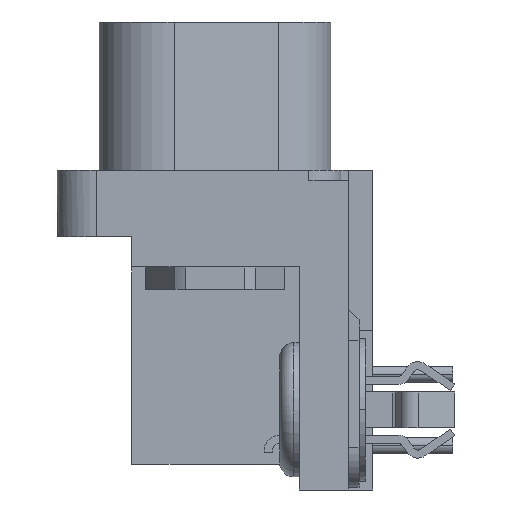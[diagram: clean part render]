
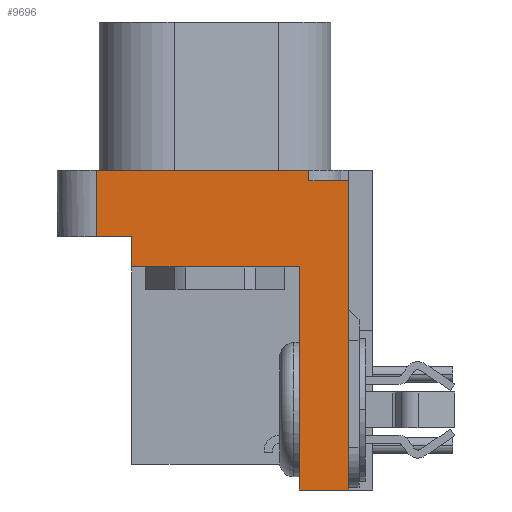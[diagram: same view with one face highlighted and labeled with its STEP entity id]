
A CAD part, left-side view. The second image highlights one B-rep face of the part: STEP entity #9696.
In plain terms, the highlighted planar face has unit normal (-1, 0, 0).
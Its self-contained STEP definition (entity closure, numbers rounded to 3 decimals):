
#2306=DIRECTION('',(0.,1.,0.));
#2307=VECTOR('',#2306,1.574);
#2308=CARTESIAN_POINT('',(-19.685,-5.309,-6.309));
#2309=LINE('',#2308,#2307);
#2310=DIRECTION('',(0.,0.,1.));
#2311=VECTOR('',#2310,12.294);
#2312=CARTESIAN_POINT('',(-19.685,-5.309,-18.603));
#2313=LINE('',#2312,#2311);
#2314=DIRECTION('',(0.,1.,0.));
#2315=VECTOR('',#2314,1.956);
#2316=CARTESIAN_POINT('',(-19.685,-5.309,-18.603));
#2317=LINE('',#2316,#2315);
#2318=DIRECTION('',(0.,0.,1.));
#2319=VECTOR('',#2318,8.865);
#2320=CARTESIAN_POINT('',(-19.685,-3.353,-18.603));
#2321=LINE('',#2320,#2319);
#2322=DIRECTION('',(0.,1.,0.));
#2323=VECTOR('',#2322,6.655);
#2324=CARTESIAN_POINT('',(-19.685,-3.353,-9.738));
#2325=LINE('',#2324,#2323);
#2326=DIRECTION('',(0.,0.,1.));
#2327=VECTOR('',#2326,1.194);
#2328=CARTESIAN_POINT('',(-19.685,3.302,-9.738));
#2329=LINE('',#2328,#2327);
#2330=DIRECTION('',(0.,-1.,0.));
#2331=VECTOR('',#2330,1.397);
#2332=CARTESIAN_POINT('',(-19.685,4.699,-8.545));
#2333=LINE('',#2332,#2331);
#2334=DIRECTION('',(0.,0.,-1.));
#2335=VECTOR('',#2334,2.652);
#2336=CARTESIAN_POINT('',(-19.685,4.699,-5.893));
#2337=LINE('',#2336,#2335);
#2338=DIRECTION('',(0.,-1.,0.));
#2339=VECTOR('',#2338,8.433);
#2340=CARTESIAN_POINT('',(-19.685,4.699,-5.893));
#2341=LINE('',#2340,#2339);
#2342=DIRECTION('',(0.,0.,1.));
#2343=VECTOR('',#2342,0.417);
#2344=CARTESIAN_POINT('',(-19.685,-3.734,-6.309));
#2345=LINE('',#2344,#2343);
#5658=CARTESIAN_POINT('',(-19.685,-3.353,-18.603));
#5659=CARTESIAN_POINT('',(-19.685,-3.353,-9.738));
#5660=VERTEX_POINT('',#5658);
#5661=VERTEX_POINT('',#5659);
#5688=CARTESIAN_POINT('',(-19.685,-5.309,-18.603));
#5690=VERTEX_POINT('',#5688);
#5714=CARTESIAN_POINT('',(-19.685,4.699,-8.545));
#5715=CARTESIAN_POINT('',(-19.685,3.302,-8.545));
#5716=VERTEX_POINT('',#5714);
#5717=VERTEX_POINT('',#5715);
#5802=CARTESIAN_POINT('',(-19.685,-5.309,-6.309));
#5803=CARTESIAN_POINT('',(-19.685,-3.734,-6.309));
#5804=VERTEX_POINT('',#5802);
#5805=VERTEX_POINT('',#5803);
#5900=CARTESIAN_POINT('',(-19.685,3.302,-9.738));
#5901=VERTEX_POINT('',#5900);
#6689=CARTESIAN_POINT('',(-19.685,4.699,-5.893));
#6691=VERTEX_POINT('',#6689);
#6708=CARTESIAN_POINT('',(-19.685,-3.734,-5.893));
#6709=VERTEX_POINT('',#6708);
#9678=CARTESIAN_POINT('',(-19.685,0.,0.));
#9679=DIRECTION('',(1.,0.,0.));
#9680=DIRECTION('',(0.,0.,-1.));
#9681=AXIS2_PLACEMENT_3D('',#9678,#9679,#9680);
#9682=PLANE('',#9681);
#9683=ORIENTED_EDGE('',*,*,#8334,.F.);
#9684=ORIENTED_EDGE('',*,*,#7836,.F.);
#9685=ORIENTED_EDGE('',*,*,#8799,.T.);
#9686=ORIENTED_EDGE('',*,*,#9015,.T.);
#9687=ORIENTED_EDGE('',*,*,#9249,.T.);
#9688=ORIENTED_EDGE('',*,*,#9377,.T.);
#9689=ORIENTED_EDGE('',*,*,#9669,.F.);
#9690=ORIENTED_EDGE('',*,*,#9659,.F.);
#9691=ORIENTED_EDGE('',*,*,#8579,.T.);
#9693=ORIENTED_EDGE('',*,*,#9692,.F.);
#9694=EDGE_LOOP('',(#9683,#9684,#9685,#9686,#9687,#9688,#9689,#9690,#9691,
#9693));
#9695=FACE_OUTER_BOUND('',#9694,.F.);
#9696=ADVANCED_FACE('',(#9695),#9682,.F.);
#7836=EDGE_CURVE('',#5690,#5804,#2313,.T.);
#8334=EDGE_CURVE('',#5804,#5805,#2309,.T.);
#8579=EDGE_CURVE('',#6691,#6709,#2341,.T.);
#8799=EDGE_CURVE('',#5690,#5660,#2317,.T.);
#9015=EDGE_CURVE('',#5660,#5661,#2321,.T.);
#9249=EDGE_CURVE('',#5661,#5901,#2325,.T.);
#9377=EDGE_CURVE('',#5901,#5717,#2329,.T.);
#9659=EDGE_CURVE('',#6691,#5716,#2337,.T.);
#9669=EDGE_CURVE('',#5716,#5717,#2333,.T.);
#9692=EDGE_CURVE('',#5805,#6709,#2345,.T.);
